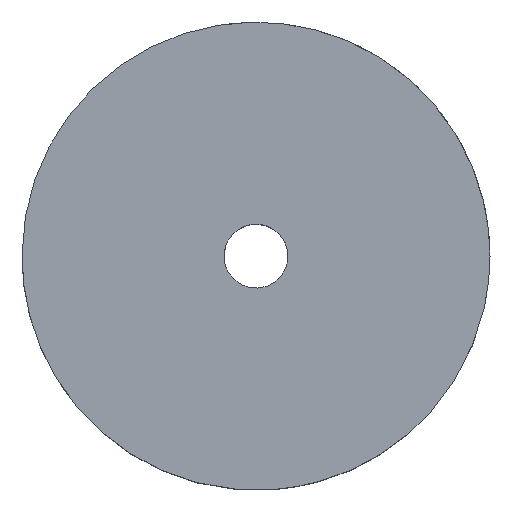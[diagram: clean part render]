
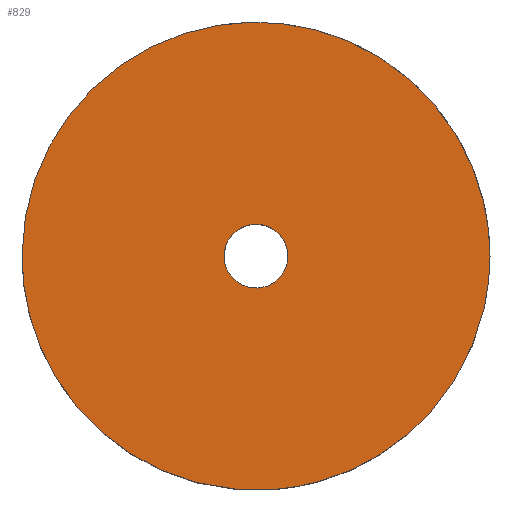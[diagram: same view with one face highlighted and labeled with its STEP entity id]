
A CAD part, top view. The second image highlights one B-rep face of the part: STEP entity #829.
In plain terms, the highlighted free-form (B-spline) face has degree [1, 1] with [2, 2] control points.
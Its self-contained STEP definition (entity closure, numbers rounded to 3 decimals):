
#79=CARTESIAN_POINT('',(10.736,-2.397,9.));
#80=VERTEX_POINT('',#79);
#86=CARTESIAN_POINT('',(0.863,-10.966,9.));
#87=VERTEX_POINT('',#86);
#88=CARTESIAN_POINT('',(10.736,-2.397,9.));
#89=CARTESIAN_POINT('',(8.965,-10.328,9.));
#90=CARTESIAN_POINT('',(0.863,-10.966,9.));
#98=(BOUNDED_CURVE()B_SPLINE_CURVE(2,(#88,#89,#90),.UNSPECIFIED.,.F.,.U.)B_SPLINE_CURVE_WITH_KNOTS((3,3),(0.537,0.736),.UNSPECIFIED.)CURVE()GEOMETRIC_REPRESENTATION_ITEM()RATIONAL_B_SPLINE_CURVE((0.926,0.762,0.97))REPRESENTATION_ITEM(''));
#99=EDGE_CURVE('',#80,#87,#98,.T.);
#213=CARTESIAN_POINT('',(-11.0,0.0,9.));
#214=VERTEX_POINT('',#213);
#215=CARTESIAN_POINT('',(0.863,-10.966,9.));
#216=CARTESIAN_POINT('',(0.432,-11.,9.));
#217=CARTESIAN_POINT('',(0.0,-11.0,9.));
#218=CARTESIAN_POINT('',(-11.0,-11.0,9.));
#219=CARTESIAN_POINT('',(-11.0,0.0,9.));
#227=(BOUNDED_CURVE()B_SPLINE_CURVE(2,(#215,#216,#217,#218,#219),.UNSPECIFIED.,.F.,.U.)B_SPLINE_CURVE_WITH_KNOTS((3,2,3),(0.736,0.75,1.0),.UNSPECIFIED.)CURVE()GEOMETRIC_REPRESENTATION_ITEM()RATIONAL_B_SPLINE_CURVE((0.97,0.984,1.0,0.707,1.0))REPRESENTATION_ITEM(''));
#228=EDGE_CURVE('',#87,#214,#227,.T.);
#230=CARTESIAN_POINT('',(11.0,0.0,9.));
#231=VERTEX_POINT('',#230);
#232=CARTESIAN_POINT('',(-11.0,0.0,9.));
#233=CARTESIAN_POINT('',(-11.0,11.0,9.));
#234=CARTESIAN_POINT('',(0.0,11.0,9.));
#235=CARTESIAN_POINT('',(11.0,11.0,9.));
#236=CARTESIAN_POINT('',(11.0,0.0,9.));
#244=(BOUNDED_CURVE()B_SPLINE_CURVE(2,(#232,#233,#234,#235,#236),.UNSPECIFIED.,.F.,.U.)B_SPLINE_CURVE_WITH_KNOTS((3,2,3),(0.0,0.25,0.5),.UNSPECIFIED.)CURVE()GEOMETRIC_REPRESENTATION_ITEM()RATIONAL_B_SPLINE_CURVE((1.0,0.707,1.0,0.707,1.0))REPRESENTATION_ITEM(''));
#245=EDGE_CURVE('',#214,#231,#244,.T.);
#247=CARTESIAN_POINT('',(11.0,0.0,9.));
#248=CARTESIAN_POINT('',(11.,-1.213,9.));
#249=CARTESIAN_POINT('',(10.736,-2.397,9.));
#257=(BOUNDED_CURVE()B_SPLINE_CURVE(2,(#247,#248,#249),.UNSPECIFIED.,.F.,.U.)B_SPLINE_CURVE_WITH_KNOTS((3,3),(0.5,0.537),.UNSPECIFIED.)CURVE()GEOMETRIC_REPRESENTATION_ITEM()RATIONAL_B_SPLINE_CURVE((1.0,0.956,0.926))REPRESENTATION_ITEM(''));
#258=EDGE_CURVE('',#231,#80,#257,.T.);
#286=CARTESIAN_POINT('',(-0.177,1.49,9.));
#287=VERTEX_POINT('',#286);
#288=CARTESIAN_POINT('',(1.5,0.0,9.));
#289=VERTEX_POINT('',#288);
#290=CARTESIAN_POINT('',(-0.177,1.49,9.));
#291=CARTESIAN_POINT('',(-0.089,1.5,9.));
#292=CARTESIAN_POINT('',(0.0,1.5,9.));
#293=CARTESIAN_POINT('',(1.5,1.5,9.));
#294=CARTESIAN_POINT('',(1.5,0.0,9.));
#302=(BOUNDED_CURVE()B_SPLINE_CURVE(2,(#290,#291,#292,#293,#294),.UNSPECIFIED.,.F.,.U.)B_SPLINE_CURVE_WITH_KNOTS((3,2,3),(0.23,0.25,0.5),.UNSPECIFIED.)CURVE()GEOMETRIC_REPRESENTATION_ITEM()RATIONAL_B_SPLINE_CURVE((0.956,0.976,1.0,0.707,1.0))REPRESENTATION_ITEM(''));
#303=EDGE_CURVE('',#287,#289,#302,.T.);
#344=CARTESIAN_POINT('',(0.092,-1.497,9.));
#345=VERTEX_POINT('',#344);
#351=CARTESIAN_POINT('',(1.5,0.0,9.));
#352=CARTESIAN_POINT('',(1.5,-1.411,9.));
#353=CARTESIAN_POINT('',(0.092,-1.497,9.));
#361=(BOUNDED_CURVE()B_SPLINE_CURVE(2,(#351,#352,#353),.UNSPECIFIED.,.F.,.U.)B_SPLINE_CURVE_WITH_KNOTS((3,3),(0.5,0.739),.UNSPECIFIED.)CURVE()GEOMETRIC_REPRESENTATION_ITEM()RATIONAL_B_SPLINE_CURVE((1.0,0.72,0.976))REPRESENTATION_ITEM(''));
#362=EDGE_CURVE('',#289,#345,#361,.T.);
#389=CARTESIAN_POINT('',(-1.5,0.0,9.));
#390=VERTEX_POINT('',#389);
#391=CARTESIAN_POINT('',(-1.5,0.0,9.));
#392=CARTESIAN_POINT('',(-1.5,1.332,9.));
#393=CARTESIAN_POINT('',(-0.177,1.49,9.));
#401=(BOUNDED_CURVE()B_SPLINE_CURVE(2,(#391,#392,#393),.UNSPECIFIED.,.F.,.U.)B_SPLINE_CURVE_WITH_KNOTS((3,3),(0.0,0.23),.UNSPECIFIED.)CURVE()GEOMETRIC_REPRESENTATION_ITEM()RATIONAL_B_SPLINE_CURVE((1.0,0.731,0.956))REPRESENTATION_ITEM(''));
#402=EDGE_CURVE('',#390,#287,#401,.T.);
#404=CARTESIAN_POINT('',(0.092,-1.497,9.));
#405=CARTESIAN_POINT('',(0.046,-1.5,9.));
#406=CARTESIAN_POINT('',(0.0,-1.5,9.));
#407=CARTESIAN_POINT('',(-1.5,-1.5,9.));
#408=CARTESIAN_POINT('',(-1.5,0.0,9.));
#416=(BOUNDED_CURVE()B_SPLINE_CURVE(2,(#404,#405,#406,#407,#408),.UNSPECIFIED.,.F.,.U.)B_SPLINE_CURVE_WITH_KNOTS((3,2,3),(0.739,0.75,1.0),.UNSPECIFIED.)CURVE()GEOMETRIC_REPRESENTATION_ITEM()RATIONAL_B_SPLINE_CURVE((0.976,0.988,1.0,0.707,1.0))REPRESENTATION_ITEM(''));
#417=EDGE_CURVE('',#345,#390,#416,.T.);
#812=CARTESIAN_POINT('',(12.099,-12.096,9.));
#813=CARTESIAN_POINT('',(-12.099,-12.096,9.));
#814=CARTESIAN_POINT('',(12.099,12.099,9.));
#815=CARTESIAN_POINT('',(-12.099,12.099,9.));
#816=B_SPLINE_SURFACE_WITH_KNOTS('',1,1,((#812,#814),(#813,#815)),.UNSPECIFIED.,.F.,.F.,.U.,(2,2),(2,2),(0.0,24.198),(0.0,24.194),.UNSPECIFIED.);
#817=ORIENTED_EDGE('',*,*,#228,.F.);
#818=ORIENTED_EDGE('',*,*,#99,.F.);
#819=ORIENTED_EDGE('',*,*,#258,.F.);
#820=ORIENTED_EDGE('',*,*,#245,.F.);
#821=EDGE_LOOP('',(#817,#818,#819,#820));
#822=FACE_OUTER_BOUND('',#821,.T.);
#823=ORIENTED_EDGE('',*,*,#362,.T.);
#824=ORIENTED_EDGE('',*,*,#417,.T.);
#825=ORIENTED_EDGE('',*,*,#402,.T.);
#826=ORIENTED_EDGE('',*,*,#303,.T.);
#827=EDGE_LOOP('',(#823,#824,#825,#826));
#828=FACE_BOUND('',#827,.T.);
#829=ADVANCED_FACE('',(#822,#828),#816,.F.);
